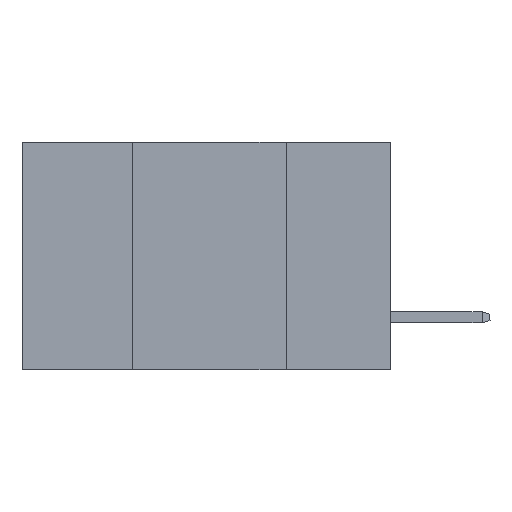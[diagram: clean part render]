
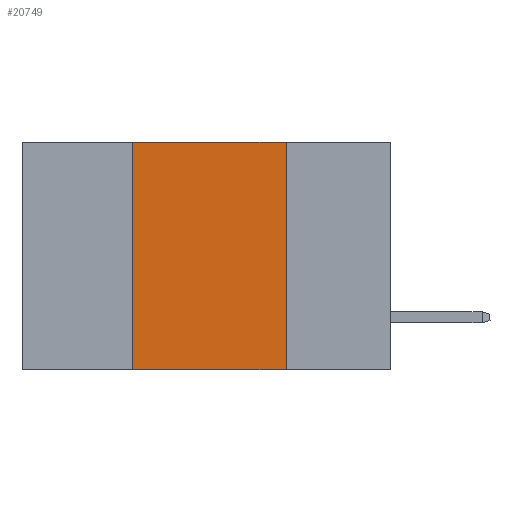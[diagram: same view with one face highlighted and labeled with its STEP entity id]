
A CAD part, left-side view. The second image highlights one B-rep face of the part: STEP entity #20749.
In plain terms, the highlighted planar face has unit normal (-1, 0, 0).
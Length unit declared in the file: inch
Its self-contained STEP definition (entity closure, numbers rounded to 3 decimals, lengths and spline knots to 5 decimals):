
#651 = VERTEX_POINT ( 'NONE', #3972 ) ;
#1853 = EDGE_LOOP ( 'NONE', ( #4485, #29629, #31970, #31906 ) ) ;
#3694 = DIRECTION ( 'NONE',  ( 0., 0., -1. ) ) ;
#3972 = CARTESIAN_POINT ( 'NONE',  ( 0., 0.17, -0.37 ) ) ;
#4485 = ORIENTED_EDGE ( 'NONE', *, *, #24858, .F. ) ;
#6139 = CARTESIAN_POINT ( 'NONE',  ( 0., 0.42, 0. ) ) ;
#6249 = VECTOR ( 'NONE', #18864, 39.37008 ) ;
#6907 = VECTOR ( 'NONE', #3694, 39.37008 ) ;
#7531 = DIRECTION ( 'NONE',  ( 1., 0., 0. ) ) ;
#7708 = VERTEX_POINT ( 'NONE', #28285 ) ;
#9119 = VERTEX_POINT ( 'NONE', #6139 ) ;
#9587 = FACE_OUTER_BOUND ( 'NONE', #1853, .T. ) ;
#10456 = DIRECTION ( 'NONE',  ( 0., -1., 0. ) ) ;
#12018 = VERTEX_POINT ( 'NONE', #20522 ) ;
#12568 = PLANE ( 'NONE',  #13874 ) ;
#13874 = AXIS2_PLACEMENT_3D ( 'NONE', #22503, #7531, #25023 ) ;
#15330 = VECTOR ( 'NONE', #18646, 39.37008 ) ;
#16377 = CARTESIAN_POINT ( 'NONE',  ( 0., 0.42, 0. ) ) ;
#18646 = DIRECTION ( 'NONE',  ( 0., -1., 0. ) ) ;
#18798 = EDGE_CURVE ( 'NONE', #9119, #12018, #21414, .T. ) ;
#18848 = CARTESIAN_POINT ( 'NONE',  ( 0., 0.17, 0. ) ) ;
#18864 = DIRECTION ( 'NONE',  ( 0., 0., 1. ) ) ;
#20522 = CARTESIAN_POINT ( 'NONE',  ( 0., 0.17, 0. ) ) ;
#20749 = ADVANCED_FACE ( 'NONE', ( #9587 ), #12568, .F. ) ;
#21101 = LINE ( 'NONE', #30891, #15330 ) ;
#21414 = LINE ( 'NONE', #27811, #25680 ) ;
#22503 = CARTESIAN_POINT ( 'NONE',  ( 0., 0.6, 0. ) ) ;
#24858 = EDGE_CURVE ( 'NONE', #12018, #651, #26824, .T. ) ;
#25023 = DIRECTION ( 'NONE',  ( 0., 0., -1. ) ) ;
#25680 = VECTOR ( 'NONE', #10456, 39.37008 ) ;
#26208 = LINE ( 'NONE', #16377, #6249 ) ;
#26824 = LINE ( 'NONE', #18848, #6907 ) ;
#27811 = CARTESIAN_POINT ( 'NONE',  ( 0., 0.6, 0. ) ) ;
#28285 = CARTESIAN_POINT ( 'NONE',  ( 0., 0.42, -0.37 ) ) ;
#29175 = EDGE_CURVE ( 'NONE', #7708, #9119, #26208, .T. ) ;
#29629 = ORIENTED_EDGE ( 'NONE', *, *, #18798, .F. ) ;
#30891 = CARTESIAN_POINT ( 'NONE',  ( 0., 0.6, -0.37 ) ) ;
#30979 = EDGE_CURVE ( 'NONE', #7708, #651, #21101, .T. ) ;
#31906 = ORIENTED_EDGE ( 'NONE', *, *, #30979, .T. ) ;
#31970 = ORIENTED_EDGE ( 'NONE', *, *, #29175, .F. ) ;
